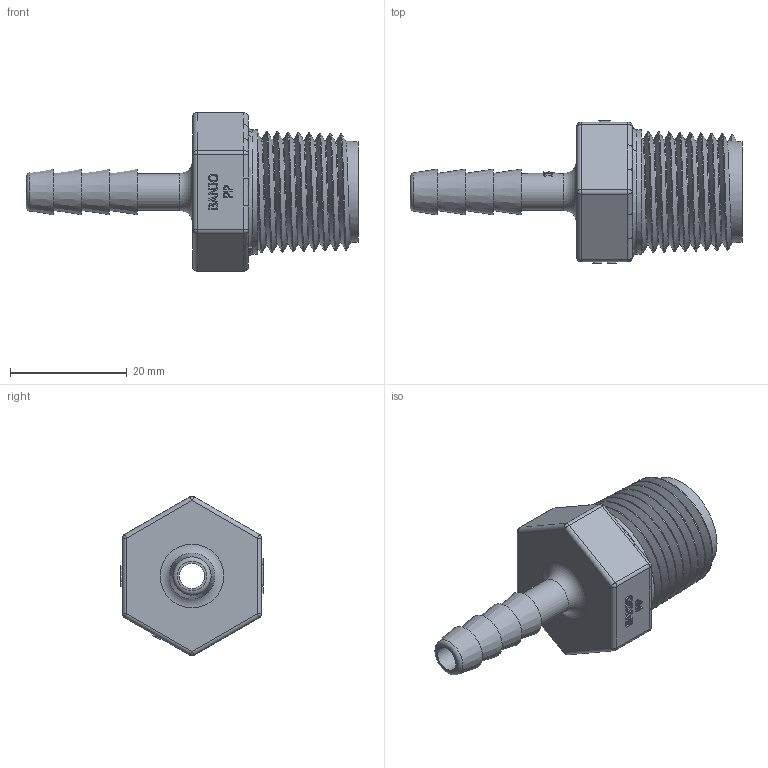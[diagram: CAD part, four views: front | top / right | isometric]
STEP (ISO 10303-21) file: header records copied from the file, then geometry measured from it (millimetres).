
FILE_DESCRIPTION(/* description */ ('1/2" NPT X 1/4" HOSE BARB '),/* implementation_level */ '2;1');
FILE_NAME(/* name */ 'HB050-025.stp',/* time_stamp */ '2014-01-13T07:44:12-05:00',/* author */ ('areid'),/* organization */ (''),/* preprocessor_version */ 'ST-DEVELOPER v15.2',/* originating_system */ 'Autodesk Inventor 2014',/* authorisation */ '');
FILE_SCHEMA (('AUTOMOTIVE_DESIGN { 1 0 10303 214 3 1 1 }'));
Length unit declared in the file: inch
Products named in the file (1): HB050-025
Bounding box: 56.9 x 24.38 x 27.33 mm (x, y, z)
Volume: 9184 mm3; surface area: 5174.7 mm2
Topology: 1 solids, 1 shells, 305 faces, 767 edges, 491 vertices
Faces by surface type: plane 168, bspline 74, cylinder 33, cone 15, sphere 12, torus 3
Full cylindrical faces by diameter (mm): 4.318 x1, 6.35 x1, 21.336 x1
Entity records: 11295 total; most frequent: CARTESIAN_POINT 4700, ORIENTED_EDGE 1446, DIRECTION 1138, EDGE_CURVE 723, VERTEX_POINT 472, LINE 446, VECTOR 446, AXIS2_PLACEMENT_3D 346
